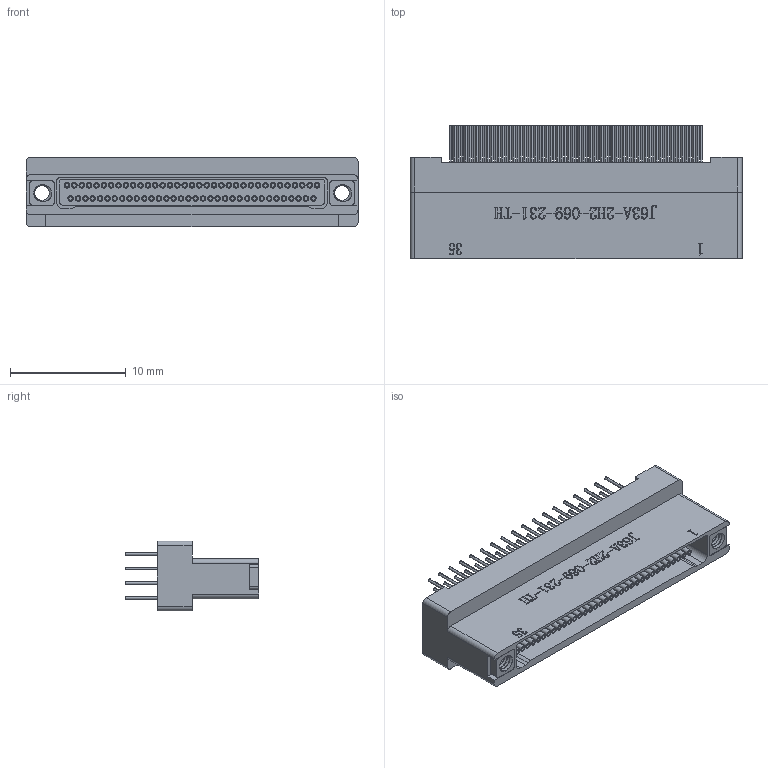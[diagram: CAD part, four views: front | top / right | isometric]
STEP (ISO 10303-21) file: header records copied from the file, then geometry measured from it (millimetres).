
FILE_DESCRIPTION (( 'STEP AP203' ), '1' );
FILE_NAME ('J63A-2H2-069-231-TH.STEP', '2025-04-08T03:15:52', ( '' ), ( '' ), 'SwSTEP 2.0', 'SolidWorks 2021', '' );
FILE_SCHEMA (( 'CONFIG_CONTROL_DESIGN' ));
Length unit declared in the file: millimetre
Products named in the file (1): J63A-2H2-069-231-TH
Bounding box: 28.68 x 11.51 x 6.02 mm (x, y, z)
Volume: 851.7 mm3; surface area: 1873.4 mm2
Topology: 1 solids, 1 shells, 1438 faces, 3518 edges, 2340 vertices
Faces by surface type: cylinder 566, plane 564, bspline 286, cone 14, torus 8
Entity records: 59989 total; most frequent: CARTESIAN_POINT 27625, ORIENTED_EDGE 7036, DIRECTION 5962, EDGE_CURVE 3518, VERTEX_POINT 2340, AXIS2_PLACEMENT_3D 2099, VECTOR 1764, LINE 1764
